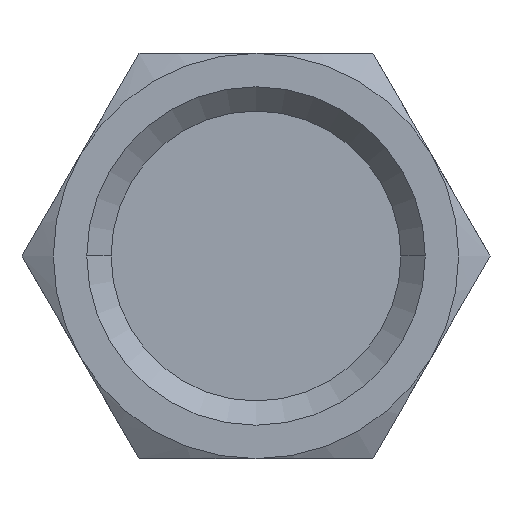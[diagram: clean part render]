
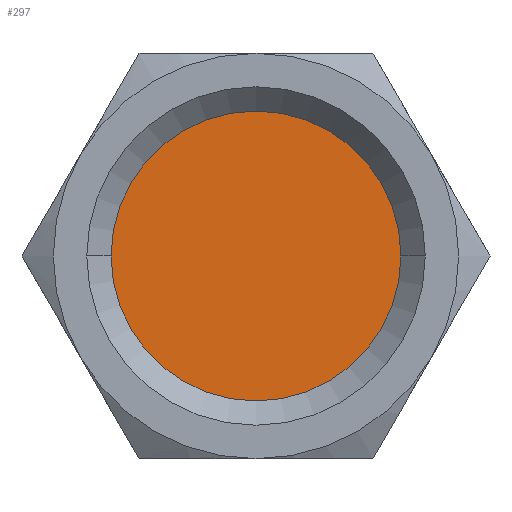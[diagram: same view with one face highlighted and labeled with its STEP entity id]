
A CAD part, front view. The second image highlights one B-rep face of the part: STEP entity #297.
In plain terms, the highlighted planar face has unit normal (0, -1, 0).
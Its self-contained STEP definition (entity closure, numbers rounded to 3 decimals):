
#212 = CARTESIAN_POINT ( 'NONE',  ( -7.15, 1.876, 0. ) ) ;
#219 = CARTESIAN_POINT ( 'NONE',  ( 7.15, 1.876, 0. ) ) ;
#297 = ADVANCED_FACE ( 'NONE', ( #1613 ), #512, .F. ) ;
#337 = DIRECTION ( 'NONE',  ( 0., 0., 1. ) ) ;
#338 = DIRECTION ( 'NONE',  ( 0., 1., 0. ) ) ;
#339 = CARTESIAN_POINT ( 'NONE',  ( 0., 1.876, 0. ) ) ;
#360 = DIRECTION ( 'NONE',  ( 0., 0., 1. ) ) ;
#363 = DIRECTION ( 'NONE',  ( 0., 1., 0. ) ) ;
#364 = CARTESIAN_POINT ( 'NONE',  ( 0., 1.876, 0. ) ) ;
#505 = DIRECTION ( 'NONE',  ( 0., 0., 1. ) ) ;
#512 = PLANE ( 'NONE',  #978 ) ;
#527 = CARTESIAN_POINT ( 'NONE',  ( 0., 1.876, 0. ) ) ;
#576 = DIRECTION ( 'NONE',  ( 0., 1., 0. ) ) ;
#868 = EDGE_CURVE ( 'NONE', #1552, #1548, #1683, .T. ) ;
#876 = EDGE_CURVE ( 'NONE', #1548, #1552, #1699, .T. ) ;
#978 = AXIS2_PLACEMENT_3D ( 'NONE', #527, #576, #505 ) ;
#1015 = AXIS2_PLACEMENT_3D ( 'NONE', #364, #363, #360 ) ;
#1019 = AXIS2_PLACEMENT_3D ( 'NONE', #339, #338, #337 ) ;
#1286 = EDGE_LOOP ( 'NONE', ( #1523, #1524 ) ) ;
#1523 = ORIENTED_EDGE ( 'NONE', *, *, #868, .F. ) ;
#1524 = ORIENTED_EDGE ( 'NONE', *, *, #876, .F. ) ;
#1548 = VERTEX_POINT ( 'NONE', #212 ) ;
#1552 = VERTEX_POINT ( 'NONE', #219 ) ;
#1613 = FACE_OUTER_BOUND ( 'NONE', #1286, .T. ) ;
#1683 = CIRCLE ( 'NONE', #1015, 7.15 ) ;
#1699 = CIRCLE ( 'NONE', #1019, 7.15 ) ;
